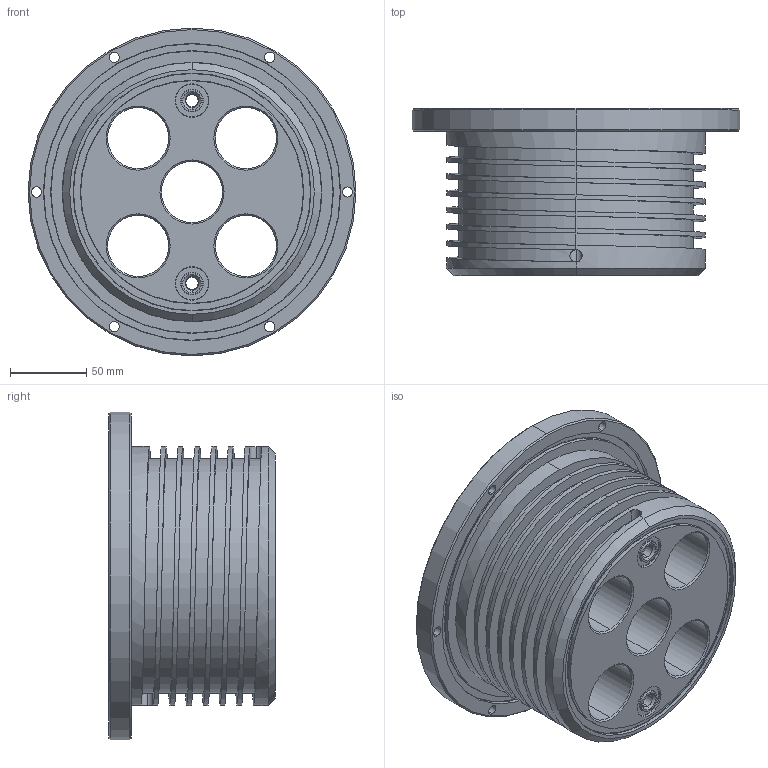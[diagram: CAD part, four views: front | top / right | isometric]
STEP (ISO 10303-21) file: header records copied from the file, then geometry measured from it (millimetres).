
FILE_DESCRIPTION (( 'STEP AP203' ), '1' );
FILE_NAME ('EL 01461-F_0.step', '2016-12-23T12:24:49', ( '' ), ( '' ), 'SwSTEP 2.0', 'SolidWorks 2016', '' );
FILE_SCHEMA (( 'CONFIG_CONTROL_DESIGN' ));
Length unit declared in the file: millimetre
Products named in the file (1): EL 01461-F_0
Bounding box: 215 x 109.5 x 215 mm (x, y, z)
Volume: 1742879.5 mm3; surface area: 253457.5 mm2
Topology: 1 solids, 1 shells, 171 faces, 416 edges, 252 vertices
Faces by surface type: cylinder 88, cone 50, torus 16, plane 15, bspline 2
Entity records: 5933 total; most frequent: CARTESIAN_POINT 1884, DIRECTION 870, ORIENTED_EDGE 816, EDGE_CURVE 408, AXIS2_PLACEMENT_3D 364, VERTEX_POINT 252, EDGE_LOOP 214, CIRCLE 194
